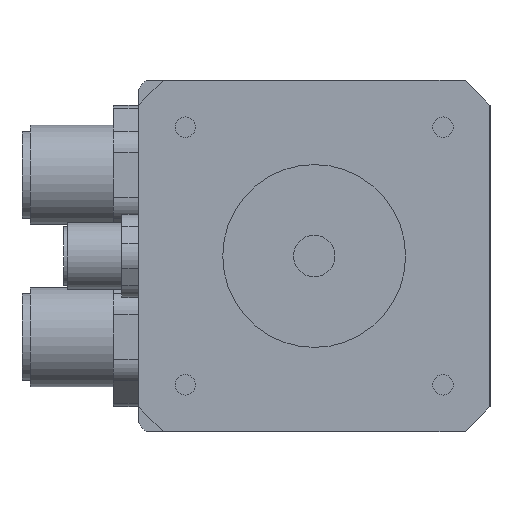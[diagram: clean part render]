
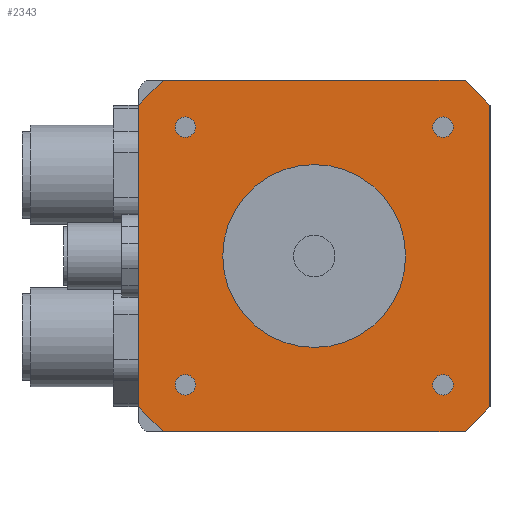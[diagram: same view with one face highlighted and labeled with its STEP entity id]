
A CAD part, left-side view. The second image highlights one B-rep face of the part: STEP entity #2343.
In plain terms, the highlighted planar face has unit normal (-1, 0, 0).
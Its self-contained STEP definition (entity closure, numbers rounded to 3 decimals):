
#31=FACE_BOUND('',#444,.T.);
#32=FACE_BOUND('',#445,.T.);
#33=FACE_BOUND('',#446,.T.);
#34=FACE_BOUND('',#447,.T.);
#35=FACE_BOUND('',#448,.T.);
#124=CIRCLE('',#2511,1.23);
#125=CIRCLE('',#2512,1.23);
#126=CIRCLE('',#2513,1.23);
#127=CIRCLE('',#2514,1.23);
#128=CIRCLE('',#2515,1.23);
#129=CIRCLE('',#2516,1.23);
#130=CIRCLE('',#2517,1.23);
#131=CIRCLE('',#2518,1.23);
#132=CIRCLE('',#2519,11.);
#133=CIRCLE('',#2520,11.);
#300=FACE_OUTER_BOUND('',#443,.T.);
#443=EDGE_LOOP('',(#1626,#1627,#1628,#1629,#1630,#1631,#1632,#1633));
#444=EDGE_LOOP('',(#1634,#1635));
#445=EDGE_LOOP('',(#1636,#1637));
#446=EDGE_LOOP('',(#1638,#1639));
#447=EDGE_LOOP('',(#1640,#1641));
#448=EDGE_LOOP('',(#1642,#1643));
#621=LINE('',#3644,#800);
#637=LINE('',#3680,#816);
#648=LINE('',#3704,#827);
#654=LINE('',#3717,#833);
#656=LINE('',#3721,#835);
#657=LINE('',#3723,#836);
#658=LINE('',#3724,#837);
#659=LINE('',#3725,#838);
#800=VECTOR('',#2827,10.);
#816=VECTOR('',#2853,10.);
#827=VECTOR('',#2870,10.);
#833=VECTOR('',#2882,10.);
#835=VECTOR('',#2886,10.);
#836=VECTOR('',#2887,10.);
#837=VECTOR('',#2888,10.);
#838=VECTOR('',#2889,10.);
#978=VERTEX_POINT('',#3641);
#979=VERTEX_POINT('',#3643);
#993=VERTEX_POINT('',#3677);
#994=VERTEX_POINT('',#3679);
#1003=VERTEX_POINT('',#3701);
#1004=VERTEX_POINT('',#3703);
#1009=VERTEX_POINT('',#3720);
#1010=VERTEX_POINT('',#3722);
#1011=VERTEX_POINT('',#3726);
#1012=VERTEX_POINT('',#3727);
#1013=VERTEX_POINT('',#3730);
#1014=VERTEX_POINT('',#3731);
#1015=VERTEX_POINT('',#3734);
#1016=VERTEX_POINT('',#3735);
#1017=VERTEX_POINT('',#3738);
#1018=VERTEX_POINT('',#3739);
#1019=VERTEX_POINT('',#3742);
#1020=VERTEX_POINT('',#3743);
#1222=EDGE_CURVE('',#979,#978,#621,.T.);
#1240=EDGE_CURVE('',#994,#993,#637,.T.);
#1252=EDGE_CURVE('',#1004,#1003,#648,.T.);
#1259=EDGE_CURVE('',#994,#978,#654,.T.);
#1261=EDGE_CURVE('',#1009,#993,#656,.T.);
#1262=EDGE_CURVE('',#1009,#1010,#657,.T.);
#1263=EDGE_CURVE('',#1004,#1010,#658,.T.);
#1264=EDGE_CURVE('',#979,#1003,#659,.T.);
#1265=EDGE_CURVE('',#1011,#1012,#124,.T.);
#1266=EDGE_CURVE('',#1012,#1011,#125,.T.);
#1267=EDGE_CURVE('',#1013,#1014,#126,.T.);
#1268=EDGE_CURVE('',#1014,#1013,#127,.T.);
#1269=EDGE_CURVE('',#1015,#1016,#128,.T.);
#1270=EDGE_CURVE('',#1016,#1015,#129,.T.);
#1271=EDGE_CURVE('',#1017,#1018,#130,.T.);
#1272=EDGE_CURVE('',#1018,#1017,#131,.T.);
#1273=EDGE_CURVE('',#1019,#1020,#132,.T.);
#1274=EDGE_CURVE('',#1020,#1019,#133,.T.);
#1626=ORIENTED_EDGE('',*,*,#1259,.F.);
#1627=ORIENTED_EDGE('',*,*,#1240,.T.);
#1628=ORIENTED_EDGE('',*,*,#1261,.F.);
#1629=ORIENTED_EDGE('',*,*,#1262,.T.);
#1630=ORIENTED_EDGE('',*,*,#1263,.F.);
#1631=ORIENTED_EDGE('',*,*,#1252,.T.);
#1632=ORIENTED_EDGE('',*,*,#1264,.F.);
#1633=ORIENTED_EDGE('',*,*,#1222,.T.);
#1634=ORIENTED_EDGE('',*,*,#1265,.T.);
#1635=ORIENTED_EDGE('',*,*,#1266,.T.);
#1636=ORIENTED_EDGE('',*,*,#1267,.T.);
#1637=ORIENTED_EDGE('',*,*,#1268,.T.);
#1638=ORIENTED_EDGE('',*,*,#1269,.T.);
#1639=ORIENTED_EDGE('',*,*,#1270,.T.);
#1640=ORIENTED_EDGE('',*,*,#1271,.T.);
#1641=ORIENTED_EDGE('',*,*,#1272,.T.);
#1642=ORIENTED_EDGE('',*,*,#1273,.T.);
#1643=ORIENTED_EDGE('',*,*,#1274,.T.);
#2269=PLANE('',#2510);
#2343=ADVANCED_FACE('',(#300,#31,#32,#33,#34,#35),#2269,.T.);
#2510=AXIS2_PLACEMENT_3D('',#3719,#2884,#2885);
#2511=AXIS2_PLACEMENT_3D('',#3728,#2890,#2891);
#2512=AXIS2_PLACEMENT_3D('',#3729,#2892,#2893);
#2513=AXIS2_PLACEMENT_3D('',#3732,#2894,#2895);
#2514=AXIS2_PLACEMENT_3D('',#3733,#2896,#2897);
#2515=AXIS2_PLACEMENT_3D('',#3736,#2898,#2899);
#2516=AXIS2_PLACEMENT_3D('',#3737,#2900,#2901);
#2517=AXIS2_PLACEMENT_3D('',#3740,#2902,#2903);
#2518=AXIS2_PLACEMENT_3D('',#3741,#2904,#2905);
#2519=AXIS2_PLACEMENT_3D('',#3744,#2906,#2907);
#2520=AXIS2_PLACEMENT_3D('',#3745,#2908,#2909);
#2827=DIRECTION('',(0.,0.,1.));
#2853=DIRECTION('',(0.,1.,0.));
#2870=DIRECTION('',(0.,-1.,0.));
#2882=DIRECTION('',(0.,-0.707,-0.707));
#2884=DIRECTION('center_axis',(-1.,0.,0.));
#2885=DIRECTION('ref_axis',(0.,0.,1.));
#2886=DIRECTION('',(0.,-0.707,0.707));
#2887=DIRECTION('',(0.,0.,-1.));
#2888=DIRECTION('',(0.,0.707,0.707));
#2889=DIRECTION('',(0.,0.707,-0.707));
#2890=DIRECTION('center_axis',(1.,0.,0.));
#2891=DIRECTION('ref_axis',(0.,0.,1.));
#2892=DIRECTION('center_axis',(1.,0.,0.));
#2893=DIRECTION('ref_axis',(0.,0.,1.));
#2894=DIRECTION('center_axis',(1.,0.,0.));
#2895=DIRECTION('ref_axis',(0.,0.,1.));
#2896=DIRECTION('center_axis',(1.,0.,0.));
#2897=DIRECTION('ref_axis',(0.,0.,1.));
#2898=DIRECTION('center_axis',(1.,0.,0.));
#2899=DIRECTION('ref_axis',(0.,0.,1.));
#2900=DIRECTION('center_axis',(1.,0.,0.));
#2901=DIRECTION('ref_axis',(0.,0.,1.));
#2902=DIRECTION('center_axis',(1.,0.,0.));
#2903=DIRECTION('ref_axis',(0.,0.,1.));
#2904=DIRECTION('center_axis',(1.,0.,0.));
#2905=DIRECTION('ref_axis',(0.,0.,1.));
#2906=DIRECTION('center_axis',(1.,0.,0.));
#2907=DIRECTION('ref_axis',(0.,0.,-1.));
#2908=DIRECTION('center_axis',(1.,0.,0.));
#2909=DIRECTION('ref_axis',(0.,0.,-1.));
#3641=CARTESIAN_POINT('',(0.,-21.15,18.15));
#3643=CARTESIAN_POINT('',(0.,-21.15,-18.15));
#3644=CARTESIAN_POINT('',(0.,-21.15,-10.575));
#3677=CARTESIAN_POINT('',(0.,18.15,21.15));
#3679=CARTESIAN_POINT('',(0.,-18.15,21.15));
#3680=CARTESIAN_POINT('',(0.,4.425,21.15));
#3701=CARTESIAN_POINT('',(0.,-18.15,-21.15));
#3703=CARTESIAN_POINT('',(0.,18.15,-21.15));
#3704=CARTESIAN_POINT('',(0.,25.575,-21.15));
#3717=CARTESIAN_POINT('',(0.,-12.15,27.15));
#3719=CARTESIAN_POINT('Origin',(0.,30.,0.));
#3720=CARTESIAN_POINT('',(0.,21.15,18.15));
#3721=CARTESIAN_POINT('',(0.,27.15,12.15));
#3722=CARTESIAN_POINT('',(0.,21.15,-18.15));
#3723=CARTESIAN_POINT('',(0.,21.15,10.575));
#3724=CARTESIAN_POINT('',(0.,27.15,-12.15));
#3725=CARTESIAN_POINT('',(0.,-12.15,-27.15));
#3726=CARTESIAN_POINT('',(0.,-15.5,16.73));
#3727=CARTESIAN_POINT('',(0.,-15.5,14.271));
#3728=CARTESIAN_POINT('Origin',(0.,-15.5,15.5));
#3729=CARTESIAN_POINT('Origin',(0.,-15.5,15.5));
#3730=CARTESIAN_POINT('',(0.,15.5,-14.271));
#3731=CARTESIAN_POINT('',(0.,15.5,-16.73));
#3732=CARTESIAN_POINT('Origin',(0.,15.5,-15.5));
#3733=CARTESIAN_POINT('Origin',(0.,15.5,-15.5));
#3734=CARTESIAN_POINT('',(0.,15.5,16.73));
#3735=CARTESIAN_POINT('',(0.,15.5,14.271));
#3736=CARTESIAN_POINT('Origin',(0.,15.5,15.5));
#3737=CARTESIAN_POINT('Origin',(0.,15.5,15.5));
#3738=CARTESIAN_POINT('',(0.,-15.5,-14.271));
#3739=CARTESIAN_POINT('',(0.,-15.5,-16.73));
#3740=CARTESIAN_POINT('Origin',(0.,-15.5,-15.5));
#3741=CARTESIAN_POINT('Origin',(0.,-15.5,-15.5));
#3742=CARTESIAN_POINT('',(0.,11.,0.));
#3743=CARTESIAN_POINT('',(0.,-11.,0.));
#3744=CARTESIAN_POINT('Origin',(0.,0.,0.));
#3745=CARTESIAN_POINT('Origin',(0.,0.,0.));
